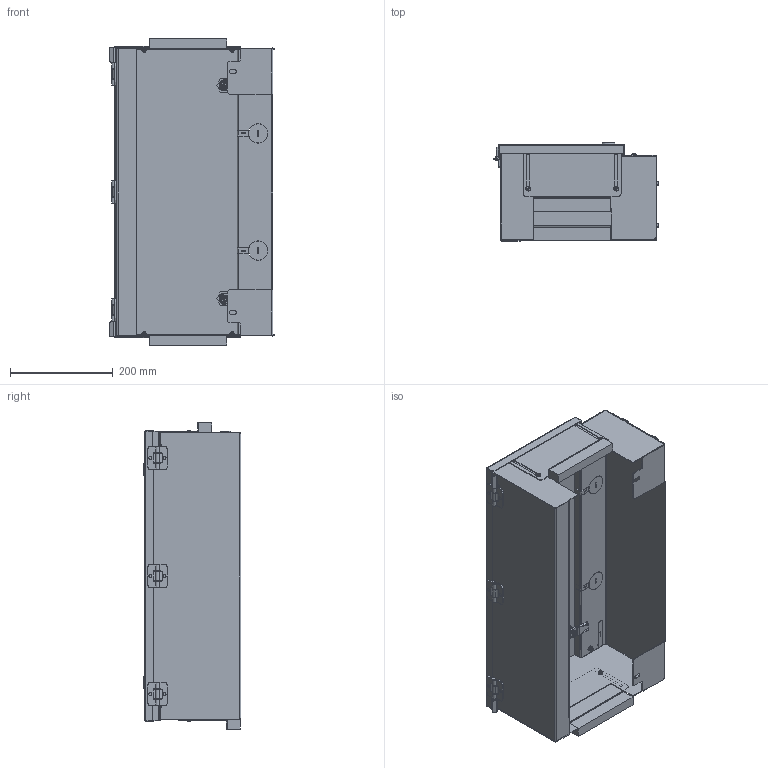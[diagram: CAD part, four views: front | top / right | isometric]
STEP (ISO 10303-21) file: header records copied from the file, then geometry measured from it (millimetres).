
FILE_DESCRIPTION (( 'STEP AP214' ), '1' );
FILE_NAME ('SCE-100AFSD.STEP', '2021-01-12T20:48:55', ( '' ), ( '' ), 'SwSTEP 2.0', 'SolidWorks 2019', '' );
FILE_SCHEMA (( 'AUTOMOTIVE_DESIGN' ));
Length unit declared in the file: inch
Products named in the file (1): SCE-100AFSD
Bounding box: 321.66 x 191 x 596.9 mm (x, y, z)
Volume: 1261173.6 mm3; surface area: 1481456.1 mm2
Topology: 50 solids, 50 shells, 1773 faces, 4599 edges, 2774 vertices
Faces by surface type: plane 774, cylinder 618, bspline 341, cone 32, sphere 8
Full cylindrical faces by diameter (mm): 3.962 x3, 4.013 x9, 4.06 x6, 4.75 x4, 4.775 x6, 4.877 x6, 4.902 x2, 5.715 x4, 6.02 x6, 6.248 x6, 6.35 x1, 6.604 x4, 8.191 x1, 8.192 x2, 8.712 x6, 9.474 x6, 9.677 x2, 10.16 x2, 10.287 x2, 12.7 x4, 13.589 x2, 15.875 x2, 16.18 x2, 18.999 x1, 21.615 x2, 28.194 x2
Entity records: 61878 total; most frequent: CARTESIAN_POINT 21808, ORIENTED_EDGE 8344, DIRECTION 7605, EDGE_CURVE 4172, VERTEX_POINT 2707, AXIS2_PLACEMENT_3D 2664, LINE 2277, VECTOR 2277
